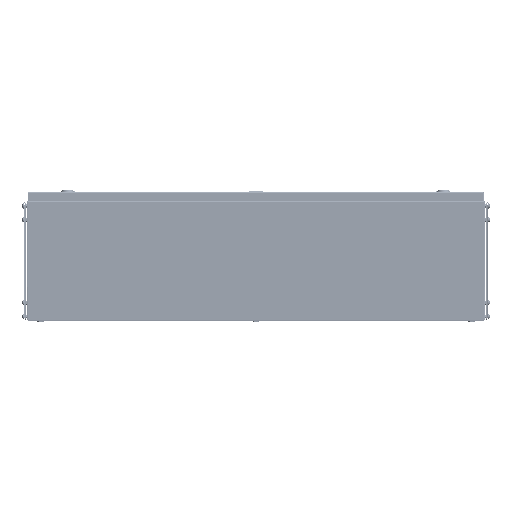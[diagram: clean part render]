
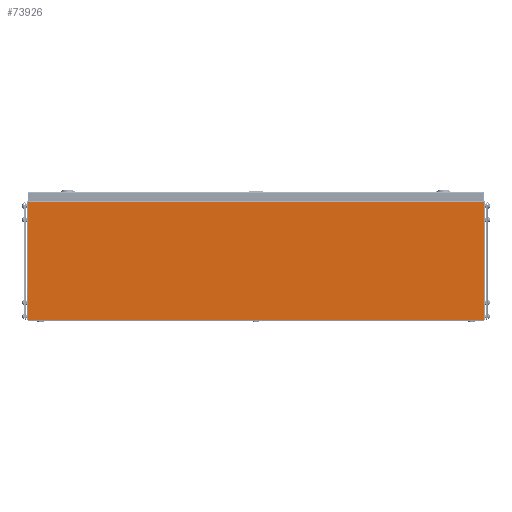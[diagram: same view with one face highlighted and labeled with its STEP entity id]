
A CAD part, left-side view. The second image highlights one B-rep face of the part: STEP entity #73926.
In plain terms, the highlighted planar face has unit normal (-1, 0, 0).
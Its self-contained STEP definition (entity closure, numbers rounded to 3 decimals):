
#4225 = ORIENTED_EDGE ( 'NONE', *, *, #87551, .T. ) ;
#5493 = VERTEX_POINT ( 'NONE', #35450 ) ;
#9096 = CARTESIAN_POINT ( 'NONE',  ( -300., -495.5, 0. ) ) ;
#9882 = LINE ( 'NONE', #81640, #71137 ) ;
#18678 = CARTESIAN_POINT ( 'NONE',  ( -300., 0., 0. ) ) ;
#18695 = CARTESIAN_POINT ( 'NONE',  ( -300., 495.5, 1. ) ) ;
#25128 = DIRECTION ( 'NONE',  ( 0., 1., 0. ) ) ;
#27979 = CARTESIAN_POINT ( 'NONE',  ( -300., 495.5, 0. ) ) ;
#31077 = EDGE_CURVE ( 'NONE', #43069, #41749, #49282, .T. ) ;
#33031 = DIRECTION ( 'NONE',  ( 1., 0., 0. ) ) ;
#34036 = CARTESIAN_POINT ( 'NONE',  ( -300., -495.5, 257.5 ) ) ;
#35383 = DIRECTION ( 'NONE',  ( 0., 0., -1. ) ) ;
#35450 = CARTESIAN_POINT ( 'NONE',  ( -300., -495.5, 1. ) ) ;
#36440 = EDGE_CURVE ( 'NONE', #5493, #45052, #66939, .T. ) ;
#40720 = EDGE_LOOP ( 'NONE', ( #4225, #45389, #63487, #69502 ) ) ;
#41749 = VERTEX_POINT ( 'NONE', #18695 ) ;
#42102 = VECTOR ( 'NONE', #80083, 1000. ) ;
#42704 = LINE ( 'NONE', #66166, #42102 ) ;
#43069 = VERTEX_POINT ( 'NONE', #76933 ) ;
#45052 = VERTEX_POINT ( 'NONE', #34036 ) ;
#45389 = ORIENTED_EDGE ( 'NONE', *, *, #31077, .T. ) ;
#47059 = AXIS2_PLACEMENT_3D ( 'NONE', #18678, #33031, #82570 ) ;
#49282 = LINE ( 'NONE', #27979, #58240 ) ;
#53121 = VECTOR ( 'NONE', #66021, 1000. ) ;
#54319 = PLANE ( 'NONE',  #47059 ) ;
#58240 = VECTOR ( 'NONE', #35383, 1000. ) ;
#63487 = ORIENTED_EDGE ( 'NONE', *, *, #78628, .F. ) ;
#66021 = DIRECTION ( 'NONE',  ( 0., 0., 1. ) ) ;
#66166 = CARTESIAN_POINT ( 'NONE',  ( -300., -495.5, 257.5 ) ) ;
#66939 = LINE ( 'NONE', #9096, #53121 ) ;
#67773 = FACE_OUTER_BOUND ( 'NONE', #40720, .T. ) ;
#69502 = ORIENTED_EDGE ( 'NONE', *, *, #36440, .T. ) ;
#71137 = VECTOR ( 'NONE', #25128, 1000. ) ;
#73926 = ADVANCED_FACE ( 'NONE', ( #67773 ), #54319, .F. ) ;
#76933 = CARTESIAN_POINT ( 'NONE',  ( -300., 495.5, 257.5 ) ) ;
#78628 = EDGE_CURVE ( 'NONE', #5493, #41749, #9882, .T. ) ;
#80083 = DIRECTION ( 'NONE',  ( 0., 1., 0. ) ) ;
#81640 = CARTESIAN_POINT ( 'NONE',  ( -300., 495.5, 1. ) ) ;
#82570 = DIRECTION ( 'NONE',  ( 0., 0., -1. ) ) ;
#87551 = EDGE_CURVE ( 'NONE', #45052, #43069, #42704, .T. ) ;
